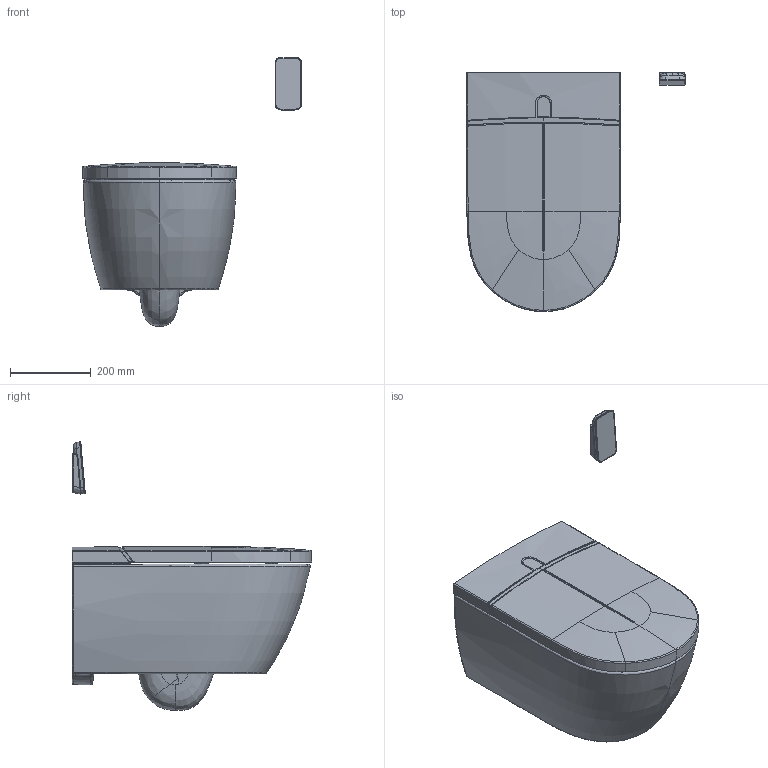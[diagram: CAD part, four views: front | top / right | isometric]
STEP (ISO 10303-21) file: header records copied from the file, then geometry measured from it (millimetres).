
FILE_DESCRIPTION(/* description */ (''),/* implementation_level */ '2;1');
FILE_NAME(/* name */ '4640B5_V0E100.stp',/* time_stamp */ '2020-10-20T11:53:40+02:00',/* author */ (''),/* organization */ (''),/* preprocessor_version */ 'ST-DEVELOPER v16.7',/* originating_system */ 'SIEMENS PLM Software NX 1863',/* authorisation */ '');
FILE_SCHEMA (('AUTOMOTIVE_DESIGN { 1 0 10303 214 3 1 1 1 }'));
Length unit declared in the file: millimetre
Products named in the file (1): 03_PRT_4640B5_V0E100
Bounding box: 542.61 x 593.01 x 667.01 mm (x, y, z)
Volume: 42912186.7 mm3; surface area: 1425882.6 mm2
Topology: 4 solids, 4 shells, 669 faces, 1704 edges, 1028 vertices
Faces by surface type: bspline 488, plane 78, cylinder 50, extrusion 46, sphere 6, torus 1
Entity records: 94897 total; most frequent: CARTESIAN_POINT 83398, ORIENTED_EDGE 3374, EDGE_CURVE 1687, B_SPLINE_CURVE_WITH_KNOTS 1207, VERTEX_POINT 1028, DIRECTION 775, EDGE_LOOP 679, ADVANCED_FACE 669
